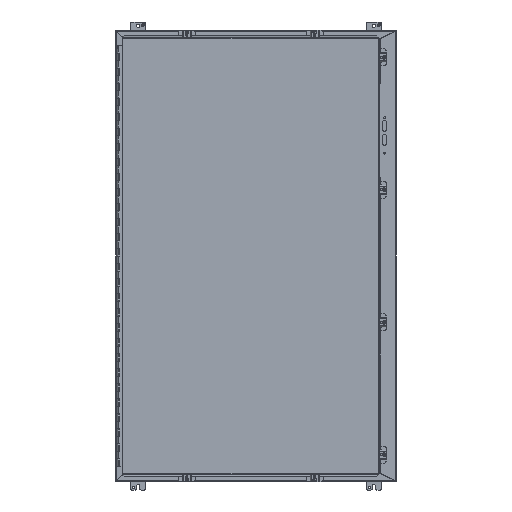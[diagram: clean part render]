
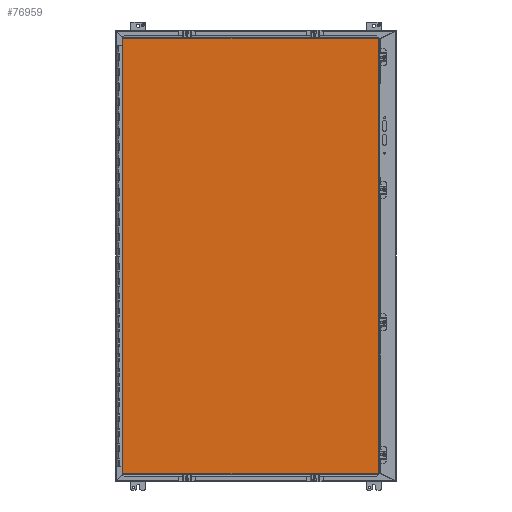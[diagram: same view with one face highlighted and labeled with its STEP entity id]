
A CAD part, front view. The second image highlights one B-rep face of the part: STEP entity #76959.
In plain terms, the highlighted planar face has unit normal (0, -1, 0).
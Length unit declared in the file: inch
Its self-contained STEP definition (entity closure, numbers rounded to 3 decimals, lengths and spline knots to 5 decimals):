
#6179 = VERTEX_POINT ( 'NONE', #55333 ) ;
#6669 = LINE ( 'NONE', #44029, #23242 ) ;
#10279 = EDGE_CURVE ( 'NONE', #12296, #76077, #38113, .T. ) ;
#12296 = VERTEX_POINT ( 'NONE', #15109 ) ;
#12694 = DIRECTION ( 'NONE',  ( 0., 0., -1. ) ) ;
#13935 = EDGE_CURVE ( 'NONE', #76077, #6179, #28381, .T. ) ;
#15109 = CARTESIAN_POINT ( 'NONE',  ( 16.2585, -13.21, -28.9545 ) ) ;
#15922 = DIRECTION ( 'NONE',  ( -1., 0., 0. ) ) ;
#18485 = FACE_OUTER_BOUND ( 'NONE', #75191, .T. ) ;
#22030 = ORIENTED_EDGE ( 'NONE', *, *, #31445, .T. ) ;
#22204 = CARTESIAN_POINT ( 'NONE',  ( 16.2585, -13.21, 28.9545 ) ) ;
#23242 = VECTOR ( 'NONE', #75948, 39.37008 ) ;
#23943 = PLANE ( 'NONE',  #52068 ) ;
#25259 = DIRECTION ( 'NONE',  ( 0., 0., 1. ) ) ;
#28381 = LINE ( 'NONE', #42062, #30148 ) ;
#30148 = VECTOR ( 'NONE', #15922, 39.37008 ) ;
#31445 = EDGE_CURVE ( 'NONE', #49124, #12296, #6669, .T. ) ;
#34566 = ORIENTED_EDGE ( 'NONE', *, *, #10279, .T. ) ;
#38113 = LINE ( 'NONE', #82093, #39935 ) ;
#39935 = VECTOR ( 'NONE', #25259, 39.37008 ) ;
#40652 = CARTESIAN_POINT ( 'NONE',  ( -17.7135, -13.21, -28.9545 ) ) ;
#40755 = ORIENTED_EDGE ( 'NONE', *, *, #72727, .T. ) ;
#42062 = CARTESIAN_POINT ( 'NONE',  ( -17.8215, -13.21, 28.9545 ) ) ;
#43414 = DIRECTION ( 'NONE',  ( 0., -1., 0. ) ) ;
#44029 = CARTESIAN_POINT ( 'NONE',  ( -17.8215, -13.21, -28.9545 ) ) ;
#49124 = VERTEX_POINT ( 'NONE', #40652 ) ;
#50335 = VECTOR ( 'NONE', #68132, 39.37008 ) ;
#52068 = AXIS2_PLACEMENT_3D ( 'NONE', #81182, #43414, #12694 ) ;
#55333 = CARTESIAN_POINT ( 'NONE',  ( -17.7135, -13.21, 28.9545 ) ) ;
#66079 = ORIENTED_EDGE ( 'NONE', *, *, #13935, .T. ) ;
#68132 = DIRECTION ( 'NONE',  ( 0., 0., -1. ) ) ;
#72727 = EDGE_CURVE ( 'NONE', #6179, #49124, #80975, .T. ) ;
#75191 = EDGE_LOOP ( 'NONE', ( #40755, #22030, #34566, #66079 ) ) ;
#75948 = DIRECTION ( 'NONE',  ( 1., 0., 0. ) ) ;
#76077 = VERTEX_POINT ( 'NONE', #22204 ) ;
#76959 = ADVANCED_FACE ( 'NONE', ( #18485 ), #23943, .T. ) ;
#80184 = CARTESIAN_POINT ( 'NONE',  ( -17.7135, -13.21, -29.0625 ) ) ;
#80975 = LINE ( 'NONE', #80184, #50335 ) ;
#81182 = CARTESIAN_POINT ( 'NONE',  ( -17.8215, -13.21, -29.0625 ) ) ;
#82093 = CARTESIAN_POINT ( 'NONE',  ( 16.2585, -13.21, -29.0625 ) ) ;
